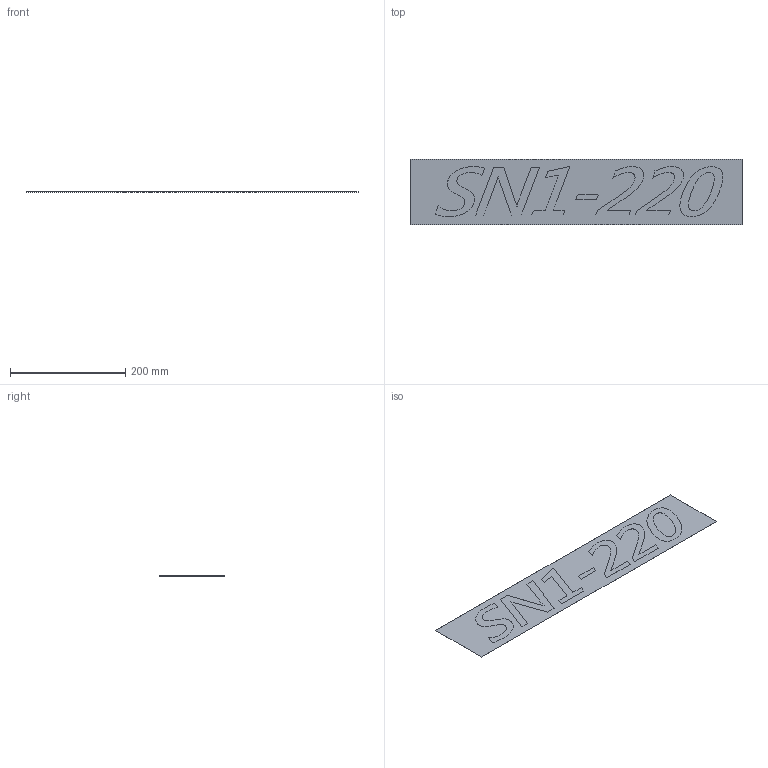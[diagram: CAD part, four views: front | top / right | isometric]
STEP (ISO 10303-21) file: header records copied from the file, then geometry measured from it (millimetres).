
FILE_DESCRIPTION (( 'STEP AP203' ), '1' );
FILE_NAME ('452N41S01-型式貼紙.STEP', '2023-10-02T08:48:05', ( '' ), ( '' ), 'SwSTEP 2.0', 'SolidWorks 2018', '' );
FILE_SCHEMA (( 'CONFIG_CONTROL_DESIGN' ));
Length unit declared in the file: millimetre
Products named in the file (1): 452N41S01-型式貼紙
Bounding box: 577 x 113 x 0.1 mm (x, y, z)
Volume: 6222 mm3; surface area: 130591.9 mm2
Topology: 1 solids, 1 shells, 94 faces, 252 edges, 168 vertices
Faces by surface type: plane 58, bspline 36
Entity records: 4993 total; most frequent: CARTESIAN_POINT 2807, ORIENTED_EDGE 504, DIRECTION 298, EDGE_CURVE 252, LINE 180, VECTOR 180, VERTEX_POINT 168, EDGE_LOOP 102
